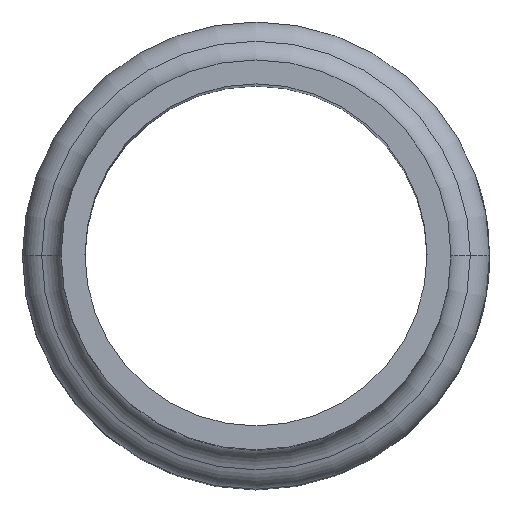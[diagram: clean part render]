
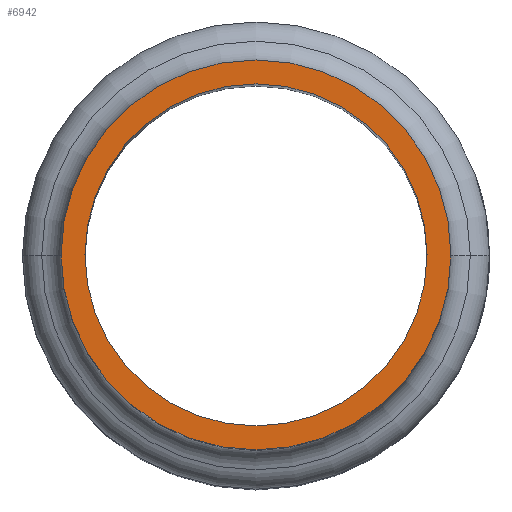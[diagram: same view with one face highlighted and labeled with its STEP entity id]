
A CAD part, top view. The second image highlights one B-rep face of the part: STEP entity #6942.
In plain terms, the highlighted planar face has unit normal (0, 0, 1).
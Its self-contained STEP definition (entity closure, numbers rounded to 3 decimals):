
#1845 = EDGE_CURVE ( 'NONE', #20212, #13044, #14149, .T. ) ;
#2250 = AXIS2_PLACEMENT_3D ( 'NONE', #21230, #19030, #23421 ) ;
#3025 = CARTESIAN_POINT ( 'NONE',  ( 0., 0., 0. ) ) ;
#3063 = ORIENTED_EDGE ( 'NONE', *, *, #3511, .F. ) ;
#3511 = EDGE_CURVE ( 'NONE', #15318, #25801, #20756, .T. ) ;
#4339 = DIRECTION ( 'NONE',  ( 0., 0., 1. ) ) ;
#4754 = CARTESIAN_POINT ( 'NONE',  ( 21.2, 0., 0. ) ) ;
#5783 = EDGE_LOOP ( 'NONE', ( #3063, #11012 ) ) ;
#6057 = EDGE_CURVE ( 'NONE', #13044, #20212, #9766, .T. ) ;
#6766 = PLANE ( 'NONE',  #19913 ) ;
#6942 = ADVANCED_FACE ( 'NONE', ( #19162, #25631 ), #6766, .F. ) ;
#7306 = CARTESIAN_POINT ( 'NONE',  ( 0., 0., 0. ) ) ;
#8015 = AXIS2_PLACEMENT_3D ( 'NONE', #7306, #20114, #15571 ) ;
#8562 = DIRECTION ( 'NONE',  ( 0., 0., -1. ) ) ;
#9766 = CIRCLE ( 'NONE', #8015, 21.2 ) ;
#10420 = DIRECTION ( 'NONE',  ( 1., 0., 0. ) ) ;
#10639 = CARTESIAN_POINT ( 'NONE',  ( 0., 19.6, 0. ) ) ;
#11012 = ORIENTED_EDGE ( 'NONE', *, *, #12155, .F. ) ;
#11266 = CIRCLE ( 'NONE', #26647, 18.6 ) ;
#12155 = EDGE_CURVE ( 'NONE', #25801, #15318, #11266, .T. ) ;
#13044 = VERTEX_POINT ( 'NONE', #14452 ) ;
#14149 = CIRCLE ( 'NONE', #2250, 21.2 ) ;
#14166 = AXIS2_PLACEMENT_3D ( 'NONE', #3025, #17377, #25769 ) ;
#14452 = CARTESIAN_POINT ( 'NONE',  ( -21.2, 0., 0. ) ) ;
#15007 = ORIENTED_EDGE ( 'NONE', *, *, #1845, .T. ) ;
#15318 = VERTEX_POINT ( 'NONE', #16756 ) ;
#15571 = DIRECTION ( 'NONE',  ( 1., 0., 0. ) ) ;
#16756 = CARTESIAN_POINT ( 'NONE',  ( 18.6, 0., 0. ) ) ;
#17377 = DIRECTION ( 'NONE',  ( 0., 0., 1. ) ) ;
#18368 = CARTESIAN_POINT ( 'NONE',  ( -18.6, 0., 0. ) ) ;
#19030 = DIRECTION ( 'NONE',  ( 0., 0., 1. ) ) ;
#19162 = FACE_BOUND ( 'NONE', #5783, .T. ) ;
#19913 = AXIS2_PLACEMENT_3D ( 'NONE', #10639, #8562, #25356 ) ;
#20114 = DIRECTION ( 'NONE',  ( 0., 0., 1. ) ) ;
#20212 = VERTEX_POINT ( 'NONE', #4754 ) ;
#20756 = CIRCLE ( 'NONE', #14166, 18.6 ) ;
#21230 = CARTESIAN_POINT ( 'NONE',  ( 0., 0., 0. ) ) ;
#22485 = ORIENTED_EDGE ( 'NONE', *, *, #6057, .T. ) ;
#23209 = CARTESIAN_POINT ( 'NONE',  ( 0., 0., 0. ) ) ;
#23421 = DIRECTION ( 'NONE',  ( 1., 0., 0. ) ) ;
#25356 = DIRECTION ( 'NONE',  ( -1., 0., 0. ) ) ;
#25631 = FACE_OUTER_BOUND ( 'NONE', #26082, .T. ) ;
#25769 = DIRECTION ( 'NONE',  ( 1., 0., 0. ) ) ;
#25801 = VERTEX_POINT ( 'NONE', #18368 ) ;
#26082 = EDGE_LOOP ( 'NONE', ( #15007, #22485 ) ) ;
#26647 = AXIS2_PLACEMENT_3D ( 'NONE', #23209, #4339, #10420 ) ;
